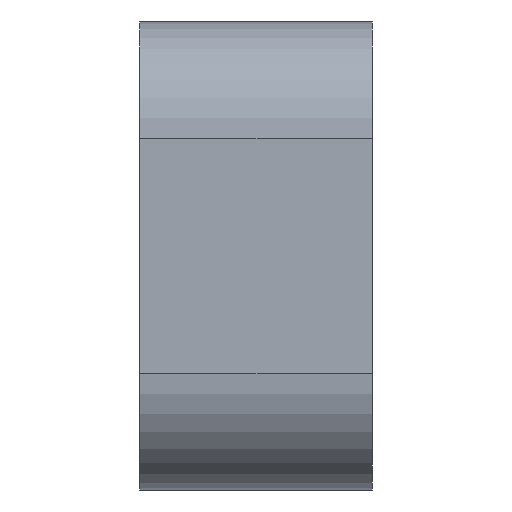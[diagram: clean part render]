
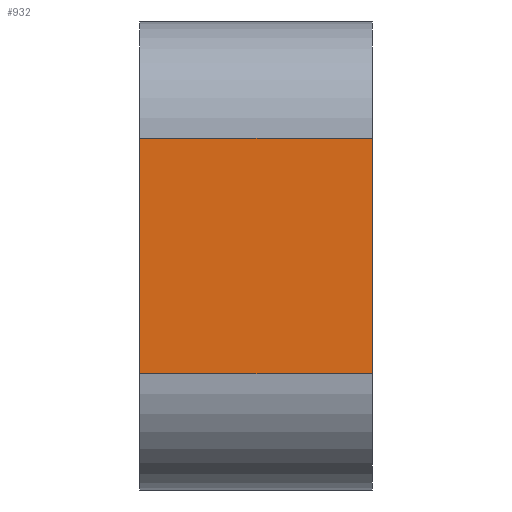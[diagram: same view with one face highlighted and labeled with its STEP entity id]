
A CAD part, left-side view. The second image highlights one B-rep face of the part: STEP entity #932.
In plain terms, the highlighted planar face has unit normal (-1, 0, 0).
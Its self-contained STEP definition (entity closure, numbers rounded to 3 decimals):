
#717=CARTESIAN_POINT('',(-331.25,-3.0,30.5));
#718=VERTEX_POINT('',#717);
#726=CARTESIAN_POINT('',(-331.25,-3.0,-30.5));
#727=VERTEX_POINT('',#726);
#728=CARTESIAN_POINT('',(-331.25,-3.0,30.5));
#729=DIRECTION('',(0.0,0.0,-1.0));
#730=VECTOR('',#729,61.);
#731=LINE('',#728,#730);
#732=EDGE_CURVE('',#718,#727,#731,.T.);
#882=CARTESIAN_POINT('',(-331.25,57.0,-30.5));
#883=VERTEX_POINT('',#882);
#900=CARTESIAN_POINT('',(-331.25,-3.0,-30.5));
#901=DIRECTION('',(0.0,1.0,0.0));
#902=VECTOR('',#901,60.0);
#903=LINE('',#900,#902);
#904=EDGE_CURVE('',#727,#883,#903,.T.);
#909=CARTESIAN_POINT('',(-331.25,0.0,-60.5));
#910=DIRECTION('',(-1.0,0.0,0.0));
#911=DIRECTION('',(0.0,0.0,1.0));
#912=AXIS2_PLACEMENT_3D('',#909,#910,#911);
#913=PLANE('',#912);
#914=ORIENTED_EDGE('',*,*,#904,.F.);
#915=ORIENTED_EDGE('',*,*,#732,.F.);
#916=CARTESIAN_POINT('',(-331.25,57.0,30.5));
#917=VERTEX_POINT('',#916);
#918=CARTESIAN_POINT('',(-331.25,57.0,30.5));
#919=DIRECTION('',(0.0,-1.0,0.0));
#920=VECTOR('',#919,60.0);
#921=LINE('',#918,#920);
#922=EDGE_CURVE('',#917,#718,#921,.T.);
#923=ORIENTED_EDGE('',*,*,#922,.F.);
#924=CARTESIAN_POINT('',(-331.25,57.0,-30.5));
#925=DIRECTION('',(0.0,0.0,1.0));
#926=VECTOR('',#925,61.);
#927=LINE('',#924,#926);
#928=EDGE_CURVE('',#883,#917,#927,.T.);
#929=ORIENTED_EDGE('',*,*,#928,.F.);
#930=EDGE_LOOP('',(#914,#915,#923,#929));
#931=FACE_OUTER_BOUND('',#930,.T.);
#932=ADVANCED_FACE('',(#931),#913,.T.);
